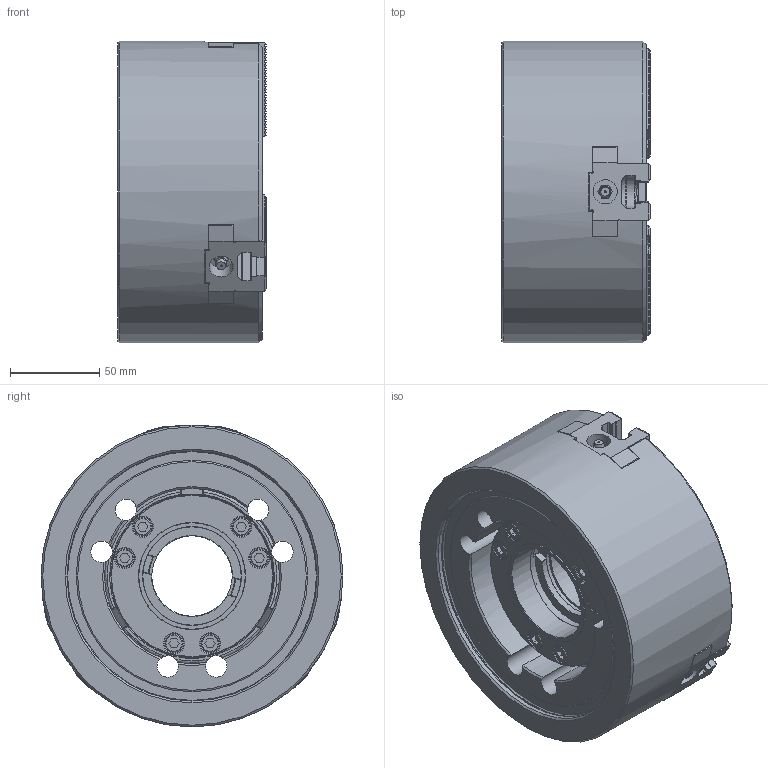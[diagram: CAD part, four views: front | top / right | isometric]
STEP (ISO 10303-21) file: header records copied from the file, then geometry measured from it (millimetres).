
FILE_DESCRIPTION(/* description */ ('Unknown'),/* implementation_level */ '2;1');
FILE_NAME(/* name */ 'B206-Solid',/* time_stamp */ '2019-08-13T15:06:26+01:00',/* author */ ('Unknown'),/* organization */ ('Unknown'),/* preprocessor_version */ 'ST-DEVELOPER v16.7',/* originating_system */ 'DEX',/* authorisation */ $);
FILE_SCHEMA (('AUTOMOTIVE_DESIGN {1 0 10303 214 3 1 1}'));
Products named in the file (1): b206-Solid
Bounding box: 83.3 x 169 x 169 mm (x, y, z)
Volume: 1377168.1 mm3; surface area: 198874.6 mm2
Topology: 1 solids, 14 shells, 2017 faces, 5027 edges, 3003 vertices
Faces by surface type: plane 1479, cylinder 232, cone 200, bspline 60, torus 46
Full cylindrical faces by diameter (mm): 1 x3, 4.2 x3, 5 x10, 5.5 x3, 6 x6, 6.6 x6, 10 x9, 11 x6, 12 x6, 13.5 x3, 17 x6, 45 x1, 48 x2, 55 x1, 55.5 x1, 57.8 x1, 60 x2, 60.73 x1, 64.5 x1, 66 x1, 91 x1, 140 x1, 140.8 x1, 169 x1
Entity records: 73491 total; most frequent: CARTESIAN_POINT 12978, ORIENTED_EDGE 9610, DIRECTION 9270, EDGE_CURVE 4805, LINE 3394, VECTOR 3394, AXIS2_PLACEMENT_3D 2938, VERTEX_POINT 2934
